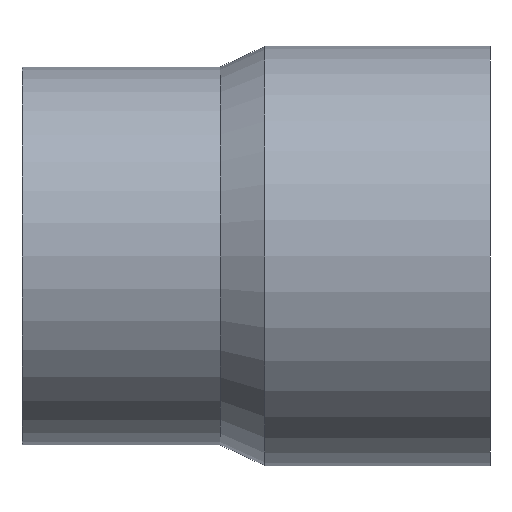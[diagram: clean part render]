
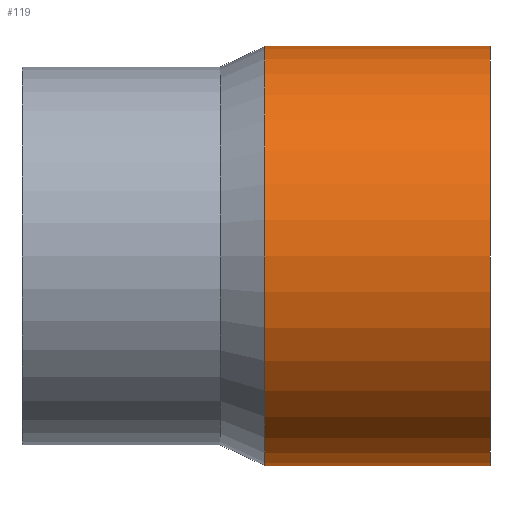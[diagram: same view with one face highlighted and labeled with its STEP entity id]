
A CAD part, front view. The second image highlights one B-rep face of the part: STEP entity #119.
In plain terms, the highlighted cylindrical face has radius 139.8 mm (diameter 279.6 mm), a full revolution.
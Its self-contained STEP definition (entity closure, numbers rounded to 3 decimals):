
#27=FACE_OUTER_BOUND('',#37,.T.);
#37=EDGE_LOOP('',(#101,#102,#103,#104));
#43=LINE('',#225,#49);
#49=VECTOR('',#193,139.8);
#57=CIRCLE('',#153,139.8);
#58=CIRCLE('',#155,139.8);
#65=VERTEX_POINT('',#220);
#66=VERTEX_POINT('',#223);
#77=EDGE_CURVE('',#65,#65,#57,.T.);
#78=EDGE_CURVE('',#66,#66,#58,.T.);
#79=EDGE_CURVE('',#66,#65,#43,.T.);
#101=ORIENTED_EDGE('',*,*,#78,.F.);
#102=ORIENTED_EDGE('',*,*,#79,.T.);
#103=ORIENTED_EDGE('',*,*,#77,.T.);
#104=ORIENTED_EDGE('',*,*,#79,.F.);
#112=CYLINDRICAL_SURFACE('',#154,139.8);
#119=ADVANCED_FACE('',(#27),#112,.T.);
#153=AXIS2_PLACEMENT_3D('',#221,#187,#188);
#154=AXIS2_PLACEMENT_3D('',#222,#189,#190);
#155=AXIS2_PLACEMENT_3D('',#224,#191,#192);
#187=DIRECTION('center_axis',(-1.,0.,0.));
#188=DIRECTION('ref_axis',(0.,0.,1.));
#189=DIRECTION('center_axis',(-1.,0.,0.));
#190=DIRECTION('ref_axis',(0.,1.,0.));
#191=DIRECTION('center_axis',(-1.,0.,0.));
#192=DIRECTION('ref_axis',(0.,0.,1.));
#193=DIRECTION('',(1.,0.,0.));
#220=CARTESIAN_POINT('',(0.,-139.8,0.));
#221=CARTESIAN_POINT('Origin',(0.,0.,0.));
#222=CARTESIAN_POINT('Origin',(-75.,0.,0.));
#223=CARTESIAN_POINT('',(-150.,-139.8,0.));
#224=CARTESIAN_POINT('Origin',(-150.,0.,0.));
#225=CARTESIAN_POINT('',(-75.,-139.8,0.));
